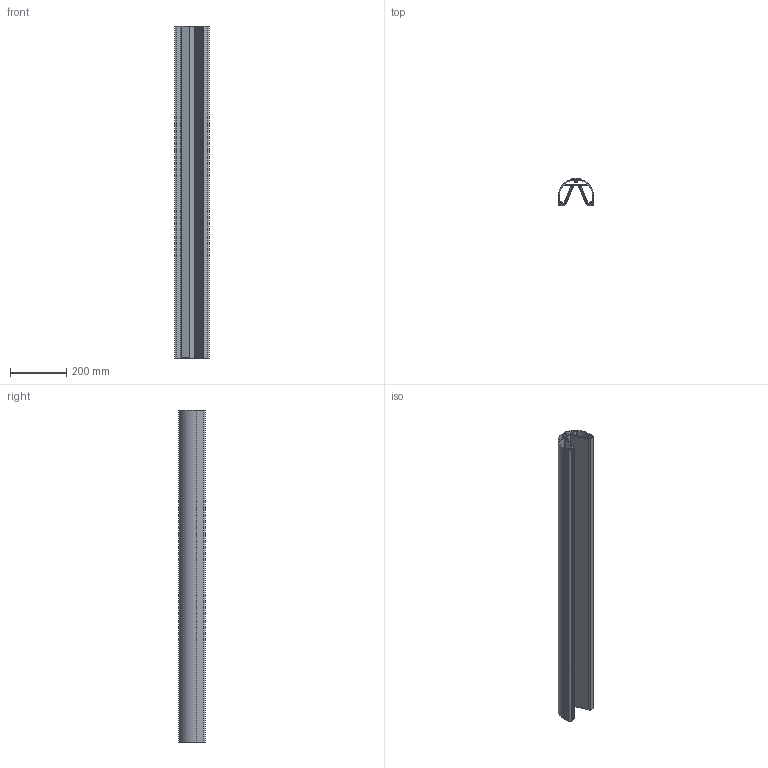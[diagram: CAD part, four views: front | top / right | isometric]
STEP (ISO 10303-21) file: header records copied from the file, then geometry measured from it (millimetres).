
FILE_DESCRIPTION((''),'2;1');
FILE_NAME('DB007232_SPIEGELSAEULE_KLEB_ASM','2012-10-26T',('staeubert'),(''),'PRO/ENGINEER BY PARAMETRIC TECHNOLOGY CORPORATION, 2007250','PRO/ENGINEER BY PARAMETRIC TECHNOLOGY CORPORATION, 2007250','');
FILE_SCHEMA(('CONFIG_CONTROL_DESIGN'));
Length unit declared in the file: millimetre
Products named in the file (3): DB007110_SPIEGELSAEULE_1180; DB007124_SPIEGEL_70_1178; DB007232_SPIEGELSAEULE_KLEB_ASM
Assembly tree (3 placements, depth 2):
  DB007232_SPIEGELSAEULE_KLEB_ASM
    DB007110_SPIEGELSAEULE_1180
    DB007124_SPIEGEL_70_1178  x2
Bounding box: 124.1 x 95.05 x 1180 mm (x, y, z)
Volume: 2731879 mm3; surface area: 1630573 mm2
Topology: 3 solids, 3 shells, 70 faces, 184 edges, 120 vertices
Faces by surface type: plane 40, cylinder 30
Entity records: 2036 total; most frequent: DIRECTION 356, CARTESIAN_POINT 338, ORIENTED_EDGE 328, EDGE_CURVE 164, AXIS2_PLACEMENT_3D 126, VERTEX_POINT 108, VECTOR 104, LINE 104
